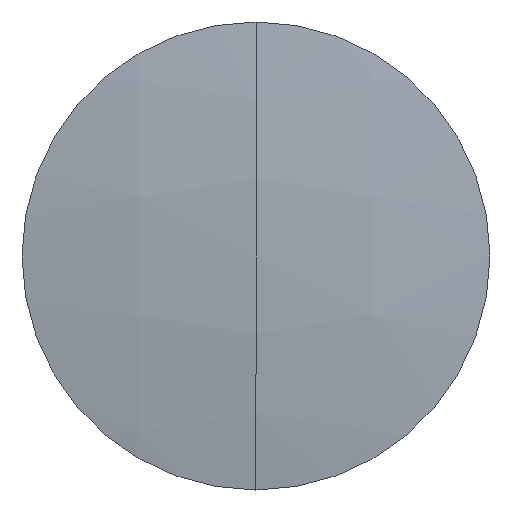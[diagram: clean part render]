
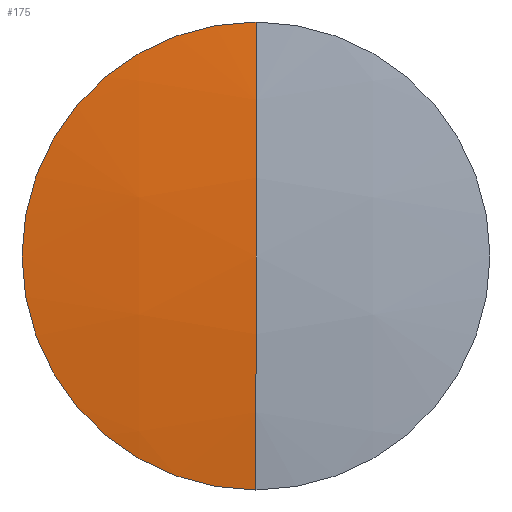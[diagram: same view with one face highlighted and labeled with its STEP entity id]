
A CAD part, left-side view. The second image highlights one B-rep face of the part: STEP entity #175.
In plain terms, the highlighted spherical face has radius 91.6 mm.
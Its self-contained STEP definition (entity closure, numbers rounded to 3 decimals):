
#1 = AXIS2_PLACEMENT_3D ( 'NONE', #301, #6, #308 ) ;
#6 = DIRECTION ( 'NONE',  ( 0., 1., 0. ) ) ;
#12 = VERTEX_POINT ( 'NONE', #274 ) ;
#14 = SPHERICAL_SURFACE ( 'NONE', #263, 91.6 ) ;
#37 = CARTESIAN_POINT ( 'NONE',  ( 363.696, 0., 0. ) ) ;
#61 = CARTESIAN_POINT ( 'NONE',  ( 272.981, 0., 0. ) ) ;
#69 = CARTESIAN_POINT ( 'NONE',  ( 272.981, 0., 12.7 ) ) ;
#77 = CIRCLE ( 'NONE', #1, 91.6 ) ;
#96 = CARTESIAN_POINT ( 'NONE',  ( 363.696, 0., 0. ) ) ;
#97 = VERTEX_POINT ( 'NONE', #69 ) ;
#100 = AXIS2_PLACEMENT_3D ( 'NONE', #61, #323, #219 ) ;
#126 = EDGE_CURVE ( 'NONE', #97, #12, #204, .T. ) ;
#152 = DIRECTION ( 'NONE',  ( 0., 0., -1. ) ) ;
#175 = ADVANCED_FACE ( 'NONE', ( #230 ), #14, .T. ) ;
#184 = DIRECTION ( 'NONE',  ( 0., 0., 1. ) ) ;
#190 = CARTESIAN_POINT ( 'NONE',  ( 272.096, 0., 0. ) ) ;
#195 = VERTEX_POINT ( 'NONE', #190 ) ;
#199 = AXIS2_PLACEMENT_3D ( 'NONE', #96, #257, #152 ) ;
#202 = EDGE_CURVE ( 'NONE', #97, #195, #312, .T. ) ;
#204 = CIRCLE ( 'NONE', #100, 12.7 ) ;
#209 = ORIENTED_EDGE ( 'NONE', *, *, #126, .T. ) ;
#219 = DIRECTION ( 'NONE',  ( 0., 0., 1. ) ) ;
#221 = ORIENTED_EDGE ( 'NONE', *, *, #202, .F. ) ;
#230 = FACE_OUTER_BOUND ( 'NONE', #239, .T. ) ;
#239 = EDGE_LOOP ( 'NONE', ( #209, #255, #221 ) ) ;
#250 = EDGE_CURVE ( 'NONE', #12, #195, #77, .T. ) ;
#252 = DIRECTION ( 'NONE',  ( 0., 1., 0. ) ) ;
#255 = ORIENTED_EDGE ( 'NONE', *, *, #250, .T. ) ;
#257 = DIRECTION ( 'NONE',  ( 0., -1., 0. ) ) ;
#263 = AXIS2_PLACEMENT_3D ( 'NONE', #37, #252, #184 ) ;
#274 = CARTESIAN_POINT ( 'NONE',  ( 272.981, 0., -12.7 ) ) ;
#301 = CARTESIAN_POINT ( 'NONE',  ( 363.696, 0., 0. ) ) ;
#308 = DIRECTION ( 'NONE',  ( 0., 0., 1. ) ) ;
#312 = CIRCLE ( 'NONE', #199, 91.6 ) ;
#323 = DIRECTION ( 'NONE',  ( -1., 0., 0. ) ) ;
